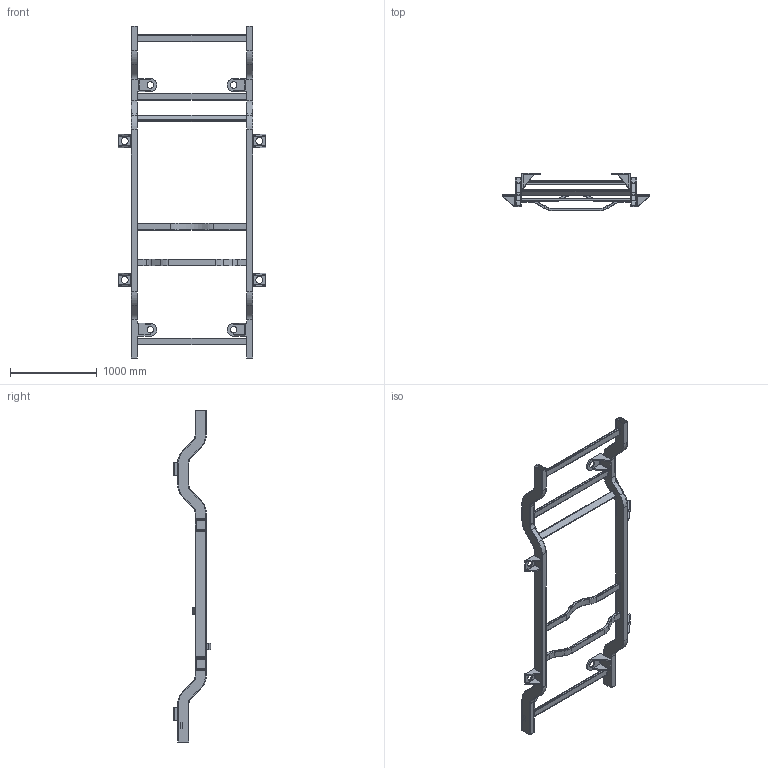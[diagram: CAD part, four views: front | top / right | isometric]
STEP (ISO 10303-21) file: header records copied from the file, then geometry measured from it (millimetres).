
FILE_DESCRIPTION (( 'STEP AP203' ), '1' );
FILE_NAME ('Frame1.STEP', '2016-05-02T05:16:33', ( '' ), ( '' ), 'SwSTEP 2.0', 'SolidWorks 2013', '' );
FILE_SCHEMA (( 'CONFIG_CONTROL_DESIGN' ));
Length unit declared in the file: millimetre
Products named in the file (1): Frame1
Bounding box: 1700 x 430 x 3825 mm (x, y, z)
Volume: 29151022.6 mm3; surface area: 9728754.4 mm2
Topology: 1 solids, 8 shells, 771 faces, 1901 edges, 1140 vertices
Faces by surface type: cylinder 355, plane 238, torus 162, cone 8, sphere 8
Entity records: 22738 total; most frequent: DIRECTION 4269, CARTESIAN_POINT 3913, ORIENTED_EDGE 3786, EDGE_CURVE 1893, AXIS2_PLACEMENT_3D 1640, VERTEX_POINT 1140, VECTOR 989, LINE 989
